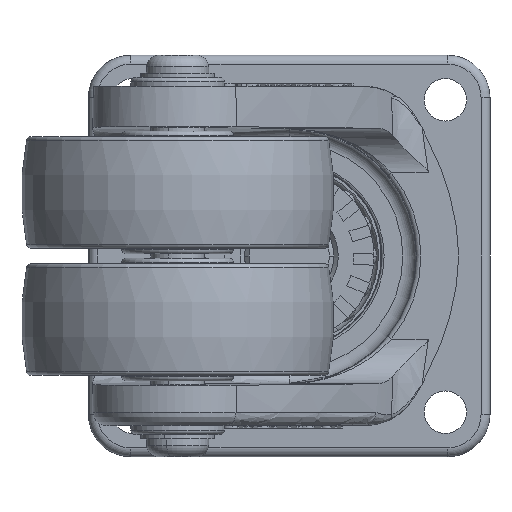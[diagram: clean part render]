
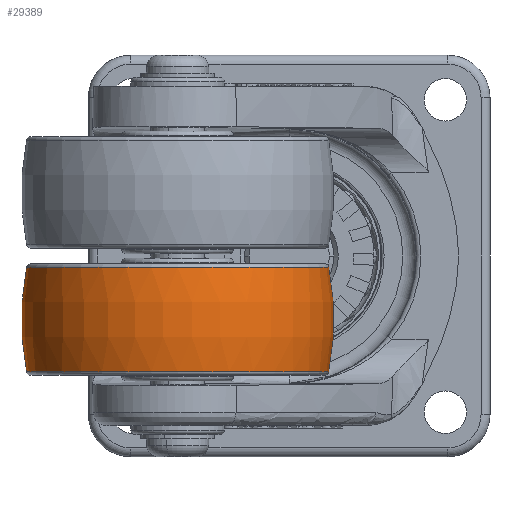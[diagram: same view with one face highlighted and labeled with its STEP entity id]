
A CAD part, front view. The second image highlights one B-rep face of the part: STEP entity #29389.
In plain terms, the highlighted toroidal (fillet/blend) face has major radius 25 mm and minor radius 60 mm.
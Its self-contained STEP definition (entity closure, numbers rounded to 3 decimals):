
#501 = ORIENTED_EDGE ( 'NONE', *, *, #64492, .F. ) ;
#3633 = CARTESIAN_POINT ( 'NONE',  ( -58.849, -60.4, -2.555 ) ) ;
#6532 = VERTEX_POINT ( 'NONE', #3633 ) ;
#6774 = DIRECTION ( 'NONE',  ( 0., 1., 0. ) ) ;
#9354 = AXIS2_PLACEMENT_3D ( 'NONE', #41308, #6774, #47092 ) ;
#10975 = CARTESIAN_POINT ( 'NONE',  ( -25., -60.4, -25.945 ) ) ;
#11814 = FACE_OUTER_BOUND ( 'NONE', #26871, .T. ) ;
#12964 = AXIS2_PLACEMENT_3D ( 'NONE', #38912, #56312, #21757 ) ;
#16614 = DIRECTION ( 'NONE',  ( 0., -1., 0. ) ) ;
#16746 = DIRECTION ( 'NONE',  ( -1., 0., 0. ) ) ;
#21060 = CIRCLE ( 'NONE', #57270, 33.849 ) ;
#21757 = DIRECTION ( 'NONE',  ( -1., 0., 0. ) ) ;
#24467 = DIRECTION ( 'NONE',  ( 0., 0., -1. ) ) ;
#24908 = AXIS2_PLACEMENT_3D ( 'NONE', #51176, #16614, #56994 ) ;
#26871 = EDGE_LOOP ( 'NONE', ( #41265, #40466, #56573, #501 ) ) ;
#27409 = CARTESIAN_POINT ( 'NONE',  ( -58.849, -60.4, -25.945 ) ) ;
#27439 = CIRCLE ( 'NONE', #9354, 60. ) ;
#29389 = ADVANCED_FACE ( 'NONE', ( #11814 ), #57870, .T. ) ;
#30500 = VERTEX_POINT ( 'NONE', #57502 ) ;
#38912 = CARTESIAN_POINT ( 'NONE',  ( -25., -60.4, -14.25 ) ) ;
#40466 = ORIENTED_EDGE ( 'NONE', *, *, #59447, .T. ) ;
#41265 = ORIENTED_EDGE ( 'NONE', *, *, #46809, .F. ) ;
#41308 = CARTESIAN_POINT ( 'NONE',  ( -50., -60.4, -14.25 ) ) ;
#46809 = EDGE_CURVE ( 'NONE', #61865, #30500, #27439, .T. ) ;
#47092 = DIRECTION ( 'NONE',  ( -1., 0., 0. ) ) ;
#49283 = EDGE_CURVE ( 'NONE', #6532, #50366, #62396, .T. ) ;
#50245 = CIRCLE ( 'NONE', #59059, 33.849 ) ;
#50366 = VERTEX_POINT ( 'NONE', #27409 ) ;
#51176 = CARTESIAN_POINT ( 'NONE',  ( 0., -60.4, -14.25 ) ) ;
#51320 = DIRECTION ( 'NONE',  ( 0., 0., -1. ) ) ;
#56312 = DIRECTION ( 'NONE',  ( 0., 0., -1. ) ) ;
#56573 = ORIENTED_EDGE ( 'NONE', *, *, #49283, .T. ) ;
#56994 = DIRECTION ( 'NONE',  ( 0., 0., -1. ) ) ;
#57270 = AXIS2_PLACEMENT_3D ( 'NONE', #10975, #51320, #16746 ) ;
#57502 = CARTESIAN_POINT ( 'NONE',  ( 8.849, -60.4, -25.945 ) ) ;
#57870 = TOROIDAL_SURFACE ( 'NONE', #12964, -25., 60. ) ;
#59044 = CARTESIAN_POINT ( 'NONE',  ( -25., -60.4, -2.555 ) ) ;
#59059 = AXIS2_PLACEMENT_3D ( 'NONE', #59044, #24467, #64836 ) ;
#59447 = EDGE_CURVE ( 'NONE', #61865, #6532, #50245, .T. ) ;
#61865 = VERTEX_POINT ( 'NONE', #66090 ) ;
#62396 = CIRCLE ( 'NONE', #24908, 60. ) ;
#64492 = EDGE_CURVE ( 'NONE', #30500, #50366, #21060, .T. ) ;
#64836 = DIRECTION ( 'NONE',  ( -1., 0., 0. ) ) ;
#66090 = CARTESIAN_POINT ( 'NONE',  ( 8.849, -60.4, -2.555 ) ) ;
